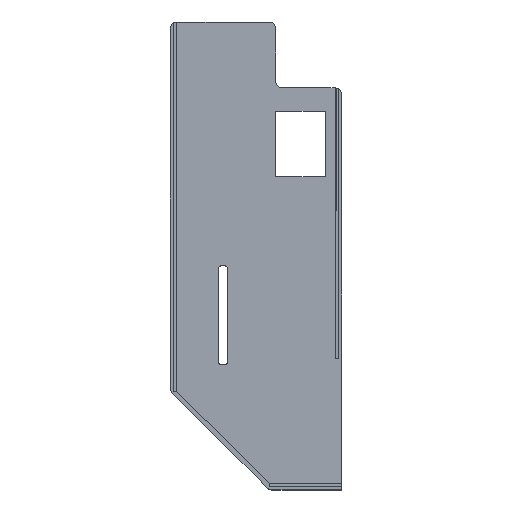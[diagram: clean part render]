
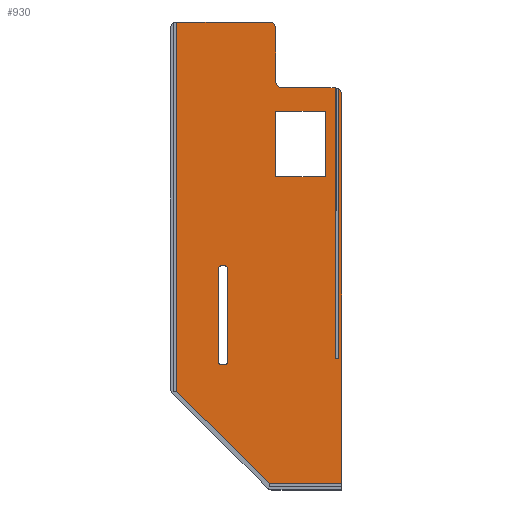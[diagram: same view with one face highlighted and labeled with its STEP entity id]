
A CAD part, top view. The second image highlights one B-rep face of the part: STEP entity #930.
In plain terms, the highlighted planar face has unit normal (0, 0, 1).
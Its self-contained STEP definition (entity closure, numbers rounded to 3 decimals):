
#19=FACE_BOUND('',#141,.T.);
#20=FACE_BOUND('',#142,.T.);
#33=PLANE('',#1013);
#87=FACE_OUTER_BOUND('',#140,.T.);
#140=EDGE_LOOP('',(#722,#723,#724,#725,#726,#727,#728,#729,#730,#731,#732,
#733,#734,#735));
#141=EDGE_LOOP('',(#736,#737,#738,#739,#740,#741,#742,#743));
#142=EDGE_LOOP('',(#744,#745,#746,#747));
#194=LINE('',#1370,#298);
#220=LINE('',#1442,#324);
#224=LINE('',#1450,#328);
#225=LINE('',#1451,#329);
#226=LINE('',#1453,#330);
#227=LINE('',#1457,#331);
#228=LINE('',#1459,#332);
#229=LINE('',#1461,#333);
#230=LINE('',#1463,#334);
#231=LINE('',#1465,#335);
#232=LINE('',#1468,#336);
#233=LINE('',#1473,#337);
#234=LINE('',#1477,#338);
#235=LINE('',#1481,#339);
#236=LINE('',#1484,#340);
#237=LINE('',#1487,#341);
#238=LINE('',#1489,#342);
#239=LINE('',#1491,#343);
#240=LINE('',#1492,#344);
#298=VECTOR('',#1108,10.);
#324=VECTOR('',#1160,10.);
#328=VECTOR('',#1168,10.);
#329=VECTOR('',#1169,10.);
#330=VECTOR('',#1170,10.);
#331=VECTOR('',#1173,10.);
#332=VECTOR('',#1174,10.);
#333=VECTOR('',#1175,10.);
#334=VECTOR('',#1176,10.);
#335=VECTOR('',#1177,10.);
#336=VECTOR('',#1180,10.);
#337=VECTOR('',#1183,10.);
#338=VECTOR('',#1186,10.);
#339=VECTOR('',#1189,10.);
#340=VECTOR('',#1192,10.);
#341=VECTOR('',#1193,10.);
#342=VECTOR('',#1194,10.);
#343=VECTOR('',#1195,10.);
#344=VECTOR('',#1196,10.);
#402=CIRCLE('',#996,2.);
#413=CIRCLE('',#1014,2.);
#414=CIRCLE('',#1015,2.);
#415=CIRCLE('',#1016,1.);
#416=CIRCLE('',#1017,1.);
#417=CIRCLE('',#1018,1.);
#418=CIRCLE('',#1019,1.);
#433=VERTEX_POINT('',#1357);
#434=VERTEX_POINT('',#1358);
#438=VERTEX_POINT('',#1368);
#466=VERTEX_POINT('',#1427);
#471=VERTEX_POINT('',#1441);
#473=VERTEX_POINT('',#1449);
#474=VERTEX_POINT('',#1452);
#475=VERTEX_POINT('',#1454);
#476=VERTEX_POINT('',#1456);
#477=VERTEX_POINT('',#1458);
#478=VERTEX_POINT('',#1460);
#479=VERTEX_POINT('',#1462);
#480=VERTEX_POINT('',#1464);
#481=VERTEX_POINT('',#1466);
#482=VERTEX_POINT('',#1469);
#483=VERTEX_POINT('',#1470);
#484=VERTEX_POINT('',#1472);
#485=VERTEX_POINT('',#1474);
#486=VERTEX_POINT('',#1476);
#487=VERTEX_POINT('',#1478);
#488=VERTEX_POINT('',#1480);
#489=VERTEX_POINT('',#1482);
#490=VERTEX_POINT('',#1485);
#491=VERTEX_POINT('',#1486);
#492=VERTEX_POINT('',#1488);
#493=VERTEX_POINT('',#1490);
#526=EDGE_CURVE('',#433,#434,#402,.T.);
#532=EDGE_CURVE('',#433,#438,#194,.T.);
#567=EDGE_CURVE('',#466,#471,#220,.T.);
#571=EDGE_CURVE('',#438,#473,#224,.T.);
#572=EDGE_CURVE('',#473,#466,#225,.T.);
#573=EDGE_CURVE('',#471,#474,#226,.T.);
#574=EDGE_CURVE('',#474,#475,#413,.T.);
#575=EDGE_CURVE('',#475,#476,#227,.T.);
#576=EDGE_CURVE('',#476,#477,#228,.T.);
#577=EDGE_CURVE('',#477,#478,#229,.T.);
#578=EDGE_CURVE('',#478,#479,#230,.T.);
#579=EDGE_CURVE('',#479,#480,#231,.T.);
#580=EDGE_CURVE('',#480,#481,#414,.T.);
#581=EDGE_CURVE('',#481,#434,#232,.T.);
#582=EDGE_CURVE('',#482,#483,#415,.T.);
#583=EDGE_CURVE('',#483,#484,#233,.T.);
#584=EDGE_CURVE('',#484,#485,#416,.T.);
#585=EDGE_CURVE('',#485,#486,#234,.T.);
#586=EDGE_CURVE('',#486,#487,#417,.T.);
#587=EDGE_CURVE('',#487,#488,#235,.T.);
#588=EDGE_CURVE('',#488,#489,#418,.T.);
#589=EDGE_CURVE('',#489,#482,#236,.T.);
#590=EDGE_CURVE('',#490,#491,#237,.T.);
#591=EDGE_CURVE('',#491,#492,#238,.T.);
#592=EDGE_CURVE('',#492,#493,#239,.T.);
#593=EDGE_CURVE('',#493,#490,#240,.T.);
#722=ORIENTED_EDGE('',*,*,#526,.F.);
#723=ORIENTED_EDGE('',*,*,#532,.T.);
#724=ORIENTED_EDGE('',*,*,#571,.T.);
#725=ORIENTED_EDGE('',*,*,#572,.T.);
#726=ORIENTED_EDGE('',*,*,#567,.T.);
#727=ORIENTED_EDGE('',*,*,#573,.T.);
#728=ORIENTED_EDGE('',*,*,#574,.T.);
#729=ORIENTED_EDGE('',*,*,#575,.T.);
#730=ORIENTED_EDGE('',*,*,#576,.T.);
#731=ORIENTED_EDGE('',*,*,#577,.T.);
#732=ORIENTED_EDGE('',*,*,#578,.T.);
#733=ORIENTED_EDGE('',*,*,#579,.T.);
#734=ORIENTED_EDGE('',*,*,#580,.T.);
#735=ORIENTED_EDGE('',*,*,#581,.T.);
#736=ORIENTED_EDGE('',*,*,#582,.T.);
#737=ORIENTED_EDGE('',*,*,#583,.T.);
#738=ORIENTED_EDGE('',*,*,#584,.T.);
#739=ORIENTED_EDGE('',*,*,#585,.T.);
#740=ORIENTED_EDGE('',*,*,#586,.T.);
#741=ORIENTED_EDGE('',*,*,#587,.T.);
#742=ORIENTED_EDGE('',*,*,#588,.T.);
#743=ORIENTED_EDGE('',*,*,#589,.T.);
#744=ORIENTED_EDGE('',*,*,#590,.T.);
#745=ORIENTED_EDGE('',*,*,#591,.T.);
#746=ORIENTED_EDGE('',*,*,#592,.T.);
#747=ORIENTED_EDGE('',*,*,#593,.T.);
#930=ADVANCED_FACE('',(#87,#19,#20),#33,.T.);
#996=AXIS2_PLACEMENT_3D('',#1359,#1098,#1099);
#1013=AXIS2_PLACEMENT_3D('',#1448,#1166,#1167);
#1014=AXIS2_PLACEMENT_3D('',#1455,#1171,#1172);
#1015=AXIS2_PLACEMENT_3D('',#1467,#1178,#1179);
#1016=AXIS2_PLACEMENT_3D('',#1471,#1181,#1182);
#1017=AXIS2_PLACEMENT_3D('',#1475,#1184,#1185);
#1018=AXIS2_PLACEMENT_3D('',#1479,#1187,#1188);
#1019=AXIS2_PLACEMENT_3D('',#1483,#1190,#1191);
#1098=DIRECTION('center_axis',(0.,0.,-1.));
#1099=DIRECTION('ref_axis',(0.707,0.707,0.));
#1108=DIRECTION('',(-1.,0.,0.));
#1160=DIRECTION('',(1.,0.,0.));
#1166=DIRECTION('center_axis',(0.,0.,1.));
#1167=DIRECTION('ref_axis',(1.,0.,0.));
#1168=DIRECTION('',(0.,-1.,0.));
#1169=DIRECTION('',(0.707,-0.707,0.));
#1170=DIRECTION('',(0.,1.,0.));
#1171=DIRECTION('center_axis',(0.,0.,1.));
#1172=DIRECTION('ref_axis',(1.,0.,0.));
#1173=DIRECTION('',(0.,-1.,0.));
#1174=DIRECTION('',(-1.,0.,0.));
#1175=DIRECTION('',(0.,1.,0.));
#1176=DIRECTION('',(-1.,0.,0.));
#1177=DIRECTION('',(-1.,0.,0.));
#1178=DIRECTION('center_axis',(0.,0.,-1.));
#1179=DIRECTION('ref_axis',(-1.,0.,0.));
#1180=DIRECTION('',(0.,1.,0.));
#1181=DIRECTION('center_axis',(0.,0.,-1.));
#1182=DIRECTION('ref_axis',(1.,0.,0.));
#1183=DIRECTION('',(0.,-1.,0.));
#1184=DIRECTION('center_axis',(0.,0.,-1.));
#1185=DIRECTION('ref_axis',(0.,-1.,0.));
#1186=DIRECTION('',(-1.,0.,0.));
#1187=DIRECTION('center_axis',(0.,0.,-1.));
#1188=DIRECTION('ref_axis',(-1.,0.,0.));
#1189=DIRECTION('',(0.,1.,0.));
#1190=DIRECTION('center_axis',(0.,0.,-1.));
#1191=DIRECTION('ref_axis',(0.,1.,0.));
#1192=DIRECTION('',(1.,0.,0.));
#1193=DIRECTION('',(0.,-1.,0.));
#1194=DIRECTION('',(-1.,0.,0.));
#1195=DIRECTION('',(0.,1.,0.));
#1196=DIRECTION('',(1.,0.,0.));
#1357=CARTESIAN_POINT('',(-184.,141.986,2.));
#1358=CARTESIAN_POINT('',(-182.,139.986,2.));
#1359=CARTESIAN_POINT('Origin',(-184.,139.986,2.));
#1368=CARTESIAN_POINT('',(-211.999,141.986,2.));
#1370=CARTESIAN_POINT('',(-186.,141.986,2.));
#1427=CARTESIAN_POINT('',(-184.,1.986,2.));
#1441=CARTESIAN_POINT('',(-162.,1.986,2.));
#1442=CARTESIAN_POINT('',(-175.,1.986,2.));
#1448=CARTESIAN_POINT('Origin',(-187.999,70.993,2.));
#1449=CARTESIAN_POINT('',(-211.999,29.986,2.));
#1450=CARTESIAN_POINT('',(-211.999,29.986,2.));
#1451=CARTESIAN_POINT('',(-211.999,29.986,2.));
#1452=CARTESIAN_POINT('',(-162.,119.986,2.));
#1453=CARTESIAN_POINT('',(-162.,-0.014,2.));
#1454=CARTESIAN_POINT('',(-163.,121.718,2.));
#1455=CARTESIAN_POINT('Origin',(-164.,119.986,2.));
#1456=CARTESIAN_POINT('',(-163.,40.,2.));
#1457=CARTESIAN_POINT('',(-163.,55.497,2.));
#1458=CARTESIAN_POINT('',(-164.,40.,2.));
#1459=CARTESIAN_POINT('',(-176.,40.,2.));
#1460=CARTESIAN_POINT('',(-164.,121.986,2.));
#1461=CARTESIAN_POINT('',(-164.,96.489,2.));
#1462=CARTESIAN_POINT('',(-164.011,121.986,2.));
#1463=CARTESIAN_POINT('',(-176.007,121.985,2.));
#1464=CARTESIAN_POINT('',(-180.,121.986,2.));
#1465=CARTESIAN_POINT('',(-180.,121.986,2.));
#1466=CARTESIAN_POINT('',(-182.,123.986,2.));
#1467=CARTESIAN_POINT('Origin',(-180.,123.986,2.));
#1468=CARTESIAN_POINT('',(-182.,171.986,2.));
#1469=CARTESIAN_POINT('',(-197.5,68.,2.));
#1470=CARTESIAN_POINT('',(-196.5,67.,2.));
#1471=CARTESIAN_POINT('Origin',(-197.5,67.,2.));
#1472=CARTESIAN_POINT('',(-196.5,39.,2.));
#1473=CARTESIAN_POINT('',(-196.5,67.,2.));
#1474=CARTESIAN_POINT('',(-197.5,38.,2.));
#1475=CARTESIAN_POINT('Origin',(-197.5,39.,2.));
#1476=CARTESIAN_POINT('',(-198.5,38.,2.));
#1477=CARTESIAN_POINT('',(-197.5,38.,2.));
#1478=CARTESIAN_POINT('',(-199.5,39.,2.));
#1479=CARTESIAN_POINT('Origin',(-198.5,39.,2.));
#1480=CARTESIAN_POINT('',(-199.5,67.,2.));
#1481=CARTESIAN_POINT('',(-199.5,39.,2.));
#1482=CARTESIAN_POINT('',(-198.5,68.,2.));
#1483=CARTESIAN_POINT('Origin',(-198.5,67.,2.));
#1484=CARTESIAN_POINT('',(-198.5,68.,2.));
#1485=CARTESIAN_POINT('',(-167.,115.,2.));
#1486=CARTESIAN_POINT('',(-167.,95.063,2.));
#1487=CARTESIAN_POINT('',(-167.,95.063,2.));
#1488=CARTESIAN_POINT('',(-182.,95.063,2.));
#1489=CARTESIAN_POINT('',(-182.,95.063,2.));
#1490=CARTESIAN_POINT('',(-182.,115.,2.));
#1491=CARTESIAN_POINT('',(-182.,115.,2.));
#1492=CARTESIAN_POINT('',(-167.,115.,2.));
